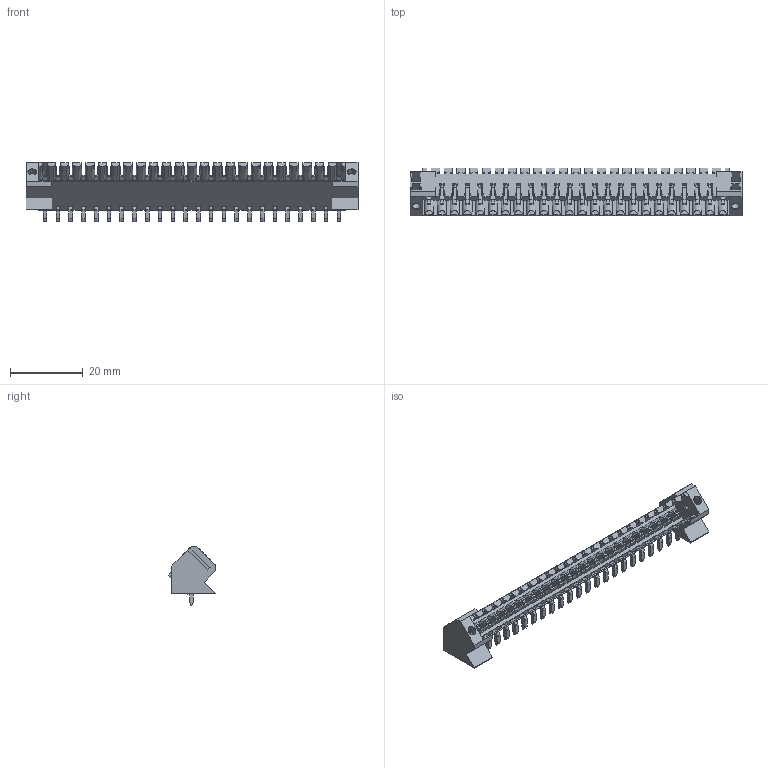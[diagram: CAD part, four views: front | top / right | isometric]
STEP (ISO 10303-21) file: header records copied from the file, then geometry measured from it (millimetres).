
FILE_DESCRIPTION(('CATIA V5 STEP Exchange','CAx-IF Rec.Pracs.--- Model Styling and Organization---1.2---2011-12-15'),'2;1');
FILE_NAME ('D1454219_0_1643550000_1643550000.stp','2018-10-15T16:49:00+00:00',('none'),('Weidmueller'),'CATIA Version 5-6 Release 2014','CATIA V5 STEP AP214','none');
FILE_SCHEMA(('AUTOMOTIVE_DESIGN { 1 0 10303 214 1 1 1 1 }'));
Products named in the file (1): 1643550000
Bounding box: 91 x 13.15 x 16.23 mm (x, y, z)
Volume: 3816.5 mm3; surface area: 8618.9 mm2
Topology: 25 solids, 25 shells, 1898 faces, 5496 edges, 3650 vertices
Faces by surface type: plane 1590, cylinder 280, cone 28
Entity records: 58046 total; most frequent: CARTESIAN_POINT 13254, ORIENTED_EDGE 10992, DIRECTION 6624, EDGE_CURVE 5496, VECTOR 4450, LINE 4450, VERTEX_POINT 3650, EDGE_LOOP 1952
